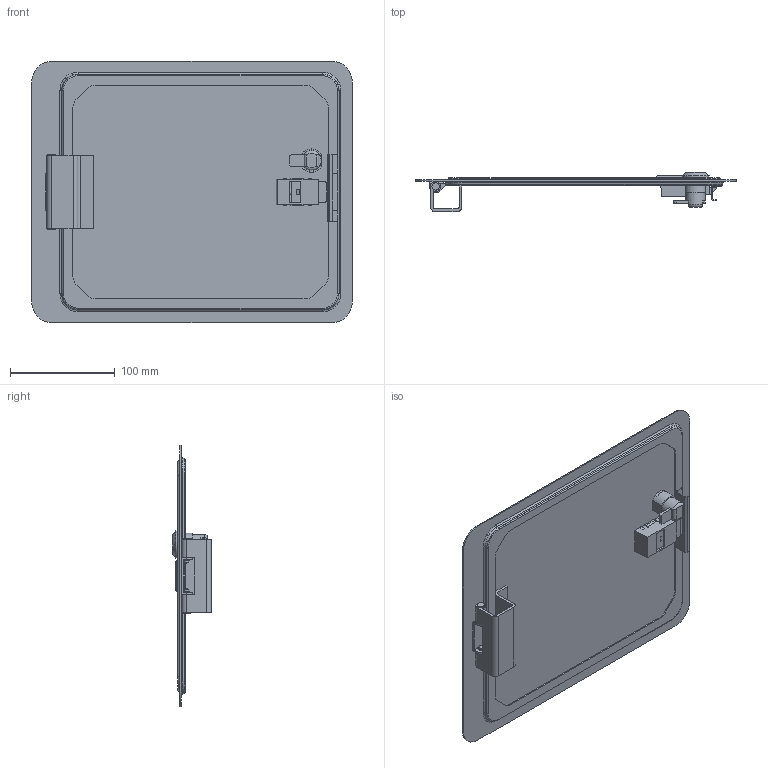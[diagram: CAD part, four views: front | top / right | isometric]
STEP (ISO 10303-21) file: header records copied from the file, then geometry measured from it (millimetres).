
FILE_DESCRIPTION (( 'STEP AP203' ), '1' );
FILE_NAME ('FD-895-1.STEP', '2019-07-02T00:06:21', ( '' ), ( '' ), 'SwSTEP 2.0', 'SolidWorks 2014', '' );
FILE_SCHEMA (( 'CONFIG_CONTROL_DESIGN' ));
Length unit declared in the file: millimetre
Products named in the file (16): CP-875-2本体_; FD-895-1_兂2.5梡E宍巭傔椫; CP-875-2_; FD-895-1_ユニットケース; CP-315-D,DN僇儉_; FD-895-1; FD-895-1_裏蝶番; CP-875-2ラッチ_; CP-315-D,DN本体_; FD-895-1_蓋_; CP-315-D,DN__CP-315-D; FD-895-1_軸_; CP-875-2パッキン_; CP-315-D,DN僷僢僉儞_; FD-895-1_受け_; FD-895-1_固定座_
Assembly tree (17 placements, depth 3):
  FD-895-1
    FD-895-1_ユニットケース
    FD-895-1_蓋_
    FD-895-1_固定座_
    FD-895-1_裏蝶番
    FD-895-1_軸_  x2
    FD-895-1_兂2.5梡E宍巭傔椫  x2
    CP-315-D,DN__CP-315-D
      CP-315-D,DN本体_
      CP-315-D,DN僷僢僉儞_
      CP-315-D,DN僇儉_
    CP-875-2_
      CP-875-2本体_
      CP-875-2ラッチ_
      CP-875-2パッキン_
    FD-895-1_受け_
Bounding box: 306 x 37.45 x 250 mm (x, y, z)
Volume: 149607.7 mm3; surface area: 217260.7 mm2
Topology: 15 solids, 15 shells, 511 faces, 1354 edges, 882 vertices
Faces by surface type: plane 301, cylinder 180, bspline 18, torus 6, cone 6
Entity records: 17024 total; most frequent: CARTESIAN_POINT 3311, ORIENTED_EDGE 2526, DIRECTION 2485, EDGE_CURVE 1263, LINE 893, VECTOR 893, VERTEX_POINT 822, AXIS2_PLACEMENT_3D 796
